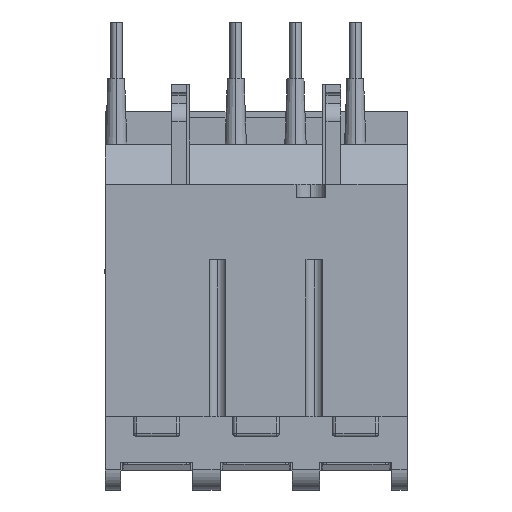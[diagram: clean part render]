
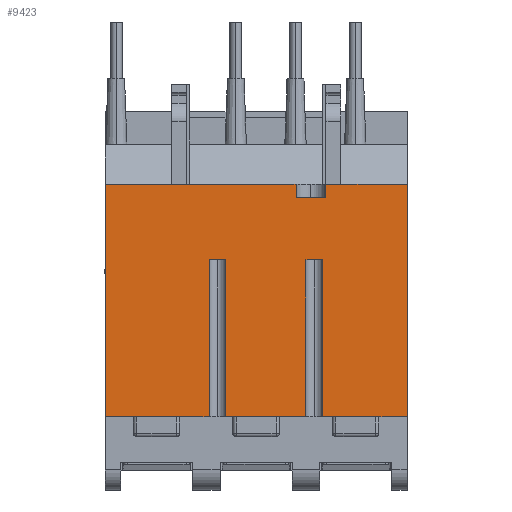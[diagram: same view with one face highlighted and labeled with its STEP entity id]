
A CAD part, top view. The second image highlights one B-rep face of the part: STEP entity #9423.
In plain terms, the highlighted planar face has unit normal (0, 0, 1).
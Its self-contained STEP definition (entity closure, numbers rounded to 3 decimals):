
#261 = CARTESIAN_POINT ( 'NONE',  ( -22.75, -16.236, 38.433 ) ) ;
#670 = CARTESIAN_POINT ( 'NONE',  ( 10., -16.236, 38.433 ) ) ;
#1285 = VECTOR ( 'NONE', #18345, 1000. ) ;
#1318 = CARTESIAN_POINT ( 'NONE',  ( 22.75, 16.764, 38.433 ) ) ;
#1738 = ORIENTED_EDGE ( 'NONE', *, *, #26488, .F. ) ;
#1808 = EDGE_CURVE ( 'NONE', #14055, #2824, #32694, .T. ) ;
#2368 = CARTESIAN_POINT ( 'NONE',  ( 22.75, 18.764, 38.433 ) ) ;
#2496 = DIRECTION ( 'NONE',  ( 0., 0., -1. ) ) ;
#2511 = VECTOR ( 'NONE', #9250, 1000. ) ;
#2696 = EDGE_CURVE ( 'NONE', #7648, #11095, #27586, .T. ) ;
#2824 = VERTEX_POINT ( 'NONE', #261 ) ;
#3174 = EDGE_CURVE ( 'NONE', #18650, #26090, #15530, .T. ) ;
#3207 = VECTOR ( 'NONE', #14230, 1000. ) ;
#3359 = LINE ( 'NONE', #27783, #2511 ) ;
#4016 = CARTESIAN_POINT ( 'NONE',  ( 22.75, 18.764, 38.433 ) ) ;
#4018 = AXIS2_PLACEMENT_3D ( 'NONE', #18482, #2496, #21161 ) ;
#4710 = VECTOR ( 'NONE', #13137, 1000. ) ;
#5046 = LINE ( 'NONE', #5532, #25383 ) ;
#5059 = ORIENTED_EDGE ( 'NONE', *, *, #20951, .T. ) ;
#5111 = EDGE_CURVE ( 'NONE', #13912, #14876, #7973, .T. ) ;
#5237 = VERTEX_POINT ( 'NONE', #33727 ) ;
#5532 = CARTESIAN_POINT ( 'NONE',  ( 22.75, -16.236, 38.433 ) ) ;
#5926 = ORIENTED_EDGE ( 'NONE', *, *, #3174, .F. ) ;
#6255 = DIRECTION ( 'NONE',  ( -1., 0., 0. ) ) ;
#7063 = DIRECTION ( 'NONE',  ( 0., -1., 0. ) ) ;
#7499 = EDGE_CURVE ( 'NONE', #10967, #13912, #31214, .T. ) ;
#7648 = VERTEX_POINT ( 'NONE', #9267 ) ;
#7845 = PLANE ( 'NONE',  #4018 ) ;
#7904 = LINE ( 'NONE', #4016, #28190 ) ;
#7973 = LINE ( 'NONE', #1318, #14168 ) ;
#8163 = CARTESIAN_POINT ( 'NONE',  ( 10., 7.364, 38.433 ) ) ;
#8252 = DIRECTION ( 'NONE',  ( -1., 0., 0. ) ) ;
#8945 = ORIENTED_EDGE ( 'NONE', *, *, #28086, .F. ) ;
#9250 = DIRECTION ( 'NONE',  ( 0., -1., 0. ) ) ;
#9267 = CARTESIAN_POINT ( 'NONE',  ( -4.6, 7.364, 38.433 ) ) ;
#9423 = ADVANCED_FACE ( 'NONE', ( #27630 ), #7845, .F. ) ;
#10069 = VECTOR ( 'NONE', #7063, 1000. ) ;
#10152 = VECTOR ( 'NONE', #31677, 1000. ) ;
#10191 = ORIENTED_EDGE ( 'NONE', *, *, #5111, .F. ) ;
#10535 = CARTESIAN_POINT ( 'NONE',  ( 10.5, 16.764, 38.433 ) ) ;
#10718 = ORIENTED_EDGE ( 'NONE', *, *, #20204, .F. ) ;
#10750 = CARTESIAN_POINT ( 'NONE',  ( 6., 16.764, 38.433 ) ) ;
#10764 = ORIENTED_EDGE ( 'NONE', *, *, #11044, .F. ) ;
#10967 = VERTEX_POINT ( 'NONE', #24010 ) ;
#11044 = EDGE_CURVE ( 'NONE', #30390, #2824, #25945, .T. ) ;
#11095 = VERTEX_POINT ( 'NONE', #22043 ) ;
#11142 = CARTESIAN_POINT ( 'NONE',  ( 22.75, -16.236, 38.433 ) ) ;
#11538 = CARTESIAN_POINT ( 'NONE',  ( 22.75, -16.236, 38.433 ) ) ;
#12403 = VECTOR ( 'NONE', #24218, 1000. ) ;
#13029 = VERTEX_POINT ( 'NONE', #33380 ) ;
#13085 = ORIENTED_EDGE ( 'NONE', *, *, #23151, .F. ) ;
#13137 = DIRECTION ( 'NONE',  ( 0., -1., 0. ) ) ;
#13301 = DIRECTION ( 'NONE',  ( 0., -1., 0. ) ) ;
#13462 = EDGE_CURVE ( 'NONE', #10967, #14055, #25466, .T. ) ;
#13912 = VERTEX_POINT ( 'NONE', #10750 ) ;
#14014 = CARTESIAN_POINT ( 'NONE',  ( 10.5, 33.086, 38.433 ) ) ;
#14029 = EDGE_LOOP ( 'NONE', ( #13085, #10191, #33906, #30394, #27387, #10764, #10718, #8945, #14376, #1738, #22681, #5926, #5059, #28408, #34210, #28943 ) ) ;
#14055 = VERTEX_POINT ( 'NONE', #21960 ) ;
#14168 = VECTOR ( 'NONE', #19974, 1000. ) ;
#14230 = DIRECTION ( 'NONE',  ( 0., -1., 0. ) ) ;
#14376 = ORIENTED_EDGE ( 'NONE', *, *, #2696, .T. ) ;
#14876 = VERTEX_POINT ( 'NONE', #10535 ) ;
#14984 = VECTOR ( 'NONE', #32526, 1000. ) ;
#15530 = LINE ( 'NONE', #15696, #1285 ) ;
#15696 = CARTESIAN_POINT ( 'NONE',  ( 22.75, 7.364, 38.433 ) ) ;
#16235 = VERTEX_POINT ( 'NONE', #670 ) ;
#17712 = DIRECTION ( 'NONE',  ( 0., -1., 0. ) ) ;
#18345 = DIRECTION ( 'NONE',  ( -1., 0., 0. ) ) ;
#18482 = CARTESIAN_POINT ( 'NONE',  ( 22.75, -16.236, 38.433 ) ) ;
#18578 = CARTESIAN_POINT ( 'NONE',  ( 22.75, 7.364, 38.433 ) ) ;
#18650 = VERTEX_POINT ( 'NONE', #8163 ) ;
#19608 = EDGE_CURVE ( 'NONE', #25740, #24828, #7904, .T. ) ;
#19974 = DIRECTION ( 'NONE',  ( 1., 0., 0. ) ) ;
#20204 = EDGE_CURVE ( 'NONE', #13029, #30390, #23924, .T. ) ;
#20493 = CARTESIAN_POINT ( 'NONE',  ( -7.1, 7.364, 38.433 ) ) ;
#20571 = VECTOR ( 'NONE', #13301, 1000. ) ;
#20951 = EDGE_CURVE ( 'NONE', #18650, #16235, #29619, .T. ) ;
#21161 = DIRECTION ( 'NONE',  ( -1., 0., 0. ) ) ;
#21555 = CARTESIAN_POINT ( 'NONE',  ( 10.5, 18.764, 38.433 ) ) ;
#21960 = CARTESIAN_POINT ( 'NONE',  ( -22.75, 18.764, 38.433 ) ) ;
#22043 = CARTESIAN_POINT ( 'NONE',  ( -4.6, -16.236, 38.433 ) ) ;
#22104 = CARTESIAN_POINT ( 'NONE',  ( -7.1, -16.236, 38.433 ) ) ;
#22681 = ORIENTED_EDGE ( 'NONE', *, *, #32096, .F. ) ;
#22937 = CARTESIAN_POINT ( 'NONE',  ( 6., 33.086, 38.433 ) ) ;
#23042 = VERTEX_POINT ( 'NONE', #29523 ) ;
#23071 = CARTESIAN_POINT ( 'NONE',  ( 22.75, -16.236, 38.433 ) ) ;
#23151 = EDGE_CURVE ( 'NONE', #14876, #24828, #29059, .T. ) ;
#23174 = DIRECTION ( 'NONE',  ( -1., 0., 0. ) ) ;
#23217 = LINE ( 'NONE', #23071, #30255 ) ;
#23924 = LINE ( 'NONE', #20493, #30983 ) ;
#24010 = CARTESIAN_POINT ( 'NONE',  ( 6., 18.764, 38.433 ) ) ;
#24218 = DIRECTION ( 'NONE',  ( 0., -1., 0. ) ) ;
#24329 = CARTESIAN_POINT ( 'NONE',  ( -22.75, -16.236, 38.433 ) ) ;
#24432 = LINE ( 'NONE', #11538, #3207 ) ;
#24808 = CARTESIAN_POINT ( 'NONE',  ( 22.75, 18.764, 38.433 ) ) ;
#24828 = VERTEX_POINT ( 'NONE', #21555 ) ;
#25257 = DIRECTION ( 'NONE',  ( -1., 0., 0. ) ) ;
#25383 = VECTOR ( 'NONE', #8252, 1000. ) ;
#25466 = LINE ( 'NONE', #24808, #32508 ) ;
#25740 = VERTEX_POINT ( 'NONE', #2368 ) ;
#25945 = LINE ( 'NONE', #11142, #32183 ) ;
#26090 = VERTEX_POINT ( 'NONE', #27583 ) ;
#26488 = EDGE_CURVE ( 'NONE', #5237, #11095, #5046, .T. ) ;
#27002 = DIRECTION ( 'NONE',  ( -1., 0., 0. ) ) ;
#27387 = ORIENTED_EDGE ( 'NONE', *, *, #1808, .T. ) ;
#27583 = CARTESIAN_POINT ( 'NONE',  ( 7.5, 7.364, 38.433 ) ) ;
#27586 = LINE ( 'NONE', #29159, #20571 ) ;
#27630 = FACE_OUTER_BOUND ( 'NONE', #14029, .T. ) ;
#27783 = CARTESIAN_POINT ( 'NONE',  ( 7.5, 7.364, 38.433 ) ) ;
#28086 = EDGE_CURVE ( 'NONE', #7648, #13029, #30466, .T. ) ;
#28190 = VECTOR ( 'NONE', #25257, 1000. ) ;
#28408 = ORIENTED_EDGE ( 'NONE', *, *, #30068, .F. ) ;
#28943 = ORIENTED_EDGE ( 'NONE', *, *, #19608, .T. ) ;
#29059 = LINE ( 'NONE', #14014, #14984 ) ;
#29159 = CARTESIAN_POINT ( 'NONE',  ( -4.6, 7.364, 38.433 ) ) ;
#29523 = CARTESIAN_POINT ( 'NONE',  ( 22.75, -16.236, 38.433 ) ) ;
#29619 = LINE ( 'NONE', #31671, #4710 ) ;
#30068 = EDGE_CURVE ( 'NONE', #23042, #16235, #23217, .T. ) ;
#30255 = VECTOR ( 'NONE', #23174, 1000. ) ;
#30390 = VERTEX_POINT ( 'NONE', #22104 ) ;
#30394 = ORIENTED_EDGE ( 'NONE', *, *, #13462, .T. ) ;
#30466 = LINE ( 'NONE', #18578, #10152 ) ;
#30983 = VECTOR ( 'NONE', #17712, 1000. ) ;
#31214 = LINE ( 'NONE', #22937, #10069 ) ;
#31671 = CARTESIAN_POINT ( 'NONE',  ( 10., 7.364, 38.433 ) ) ;
#31677 = DIRECTION ( 'NONE',  ( -1., 0., 0. ) ) ;
#32096 = EDGE_CURVE ( 'NONE', #26090, #5237, #3359, .T. ) ;
#32183 = VECTOR ( 'NONE', #27002, 1000. ) ;
#32508 = VECTOR ( 'NONE', #6255, 1000. ) ;
#32526 = DIRECTION ( 'NONE',  ( 0., 1., 0. ) ) ;
#32694 = LINE ( 'NONE', #24329, #12403 ) ;
#33380 = CARTESIAN_POINT ( 'NONE',  ( -7.1, 7.364, 38.433 ) ) ;
#33727 = CARTESIAN_POINT ( 'NONE',  ( 7.5, -16.236, 38.433 ) ) ;
#33906 = ORIENTED_EDGE ( 'NONE', *, *, #7499, .F. ) ;
#34210 = ORIENTED_EDGE ( 'NONE', *, *, #34258, .F. ) ;
#34258 = EDGE_CURVE ( 'NONE', #25740, #23042, #24432, .T. ) ;
